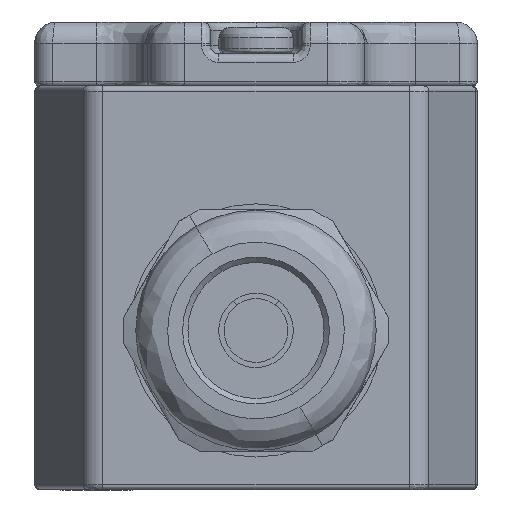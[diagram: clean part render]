
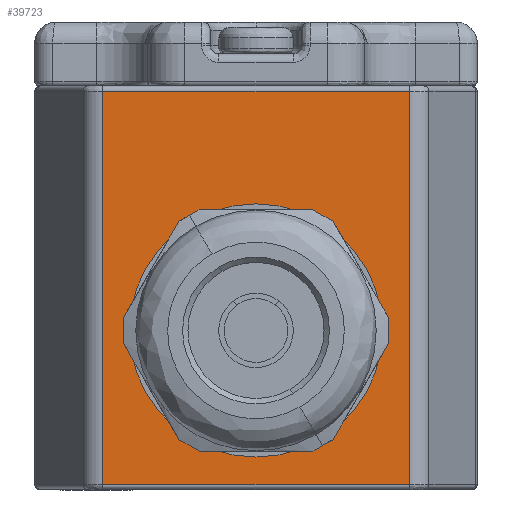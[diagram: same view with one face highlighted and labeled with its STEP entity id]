
A CAD part, front view. The second image highlights one B-rep face of the part: STEP entity #39723.
In plain terms, the highlighted planar face has unit normal (0, -1, 0).
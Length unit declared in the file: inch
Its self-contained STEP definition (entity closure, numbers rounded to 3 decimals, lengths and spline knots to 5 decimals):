
#697 = LINE ( 'NONE', #26543, #8139 ) ;
#3151 = DIRECTION ( 'NONE',  ( 0., -1., 0. ) ) ;
#4278 = FACE_OUTER_BOUND ( 'NONE', #4548, .T. ) ;
#4369 = VERTEX_POINT ( 'NONE', #15551 ) ;
#4548 = EDGE_LOOP ( 'NONE', ( #31615, #42534, #14412, #61008 ) ) ;
#8139 = VECTOR ( 'NONE', #65605, 39.37008 ) ;
#9837 = EDGE_LOOP ( 'NONE', ( #80375, #71404 ) ) ;
#10392 = DIRECTION ( 'NONE',  ( 0., 0., -1. ) ) ;
#10635 = DIRECTION ( 'NONE',  ( 0., 0., 1. ) ) ;
#12072 = VERTEX_POINT ( 'NONE', #50049 ) ;
#13318 = CIRCLE ( 'NONE', #60760, 0.4252 ) ;
#13892 = VERTEX_POINT ( 'NONE', #63249 ) ;
#14412 = ORIENTED_EDGE ( 'NONE', *, *, #59215, .F. ) ;
#15551 = CARTESIAN_POINT ( 'NONE',  ( 0.56697, -3.22835, 0.01969 ) ) ;
#16730 = CARTESIAN_POINT ( 'NONE',  ( 0.56697, -3.22835, 1.49606 ) ) ;
#19056 = CARTESIAN_POINT ( 'NONE',  ( 0., -3.22835, 1.01575 ) ) ;
#22181 = AXIS2_PLACEMENT_3D ( 'NONE', #56030, #49242, #10635 ) ;
#24988 = DIRECTION ( 'NONE',  ( 0., 0., -1. ) ) ;
#26543 = CARTESIAN_POINT ( 'NONE',  ( -0.8189, -3.22835, 0.01969 ) ) ;
#28982 = DIRECTION ( 'NONE',  ( 0., 0., -1. ) ) ;
#29665 = DIRECTION ( 'NONE',  ( 0., -1., 0. ) ) ;
#31615 = ORIENTED_EDGE ( 'NONE', *, *, #48424, .F. ) ;
#36212 = AXIS2_PLACEMENT_3D ( 'NONE', #61273, #3151, #28982 ) ;
#36593 = VERTEX_POINT ( 'NONE', #66169 ) ;
#36620 = CARTESIAN_POINT ( 'NONE',  ( -0.8189, -3.22835, 1.47638 ) ) ;
#37199 = EDGE_CURVE ( 'NONE', #80905, #36593, #47573, .T. ) ;
#38247 = VECTOR ( 'NONE', #78615, 39.37008 ) ;
#39723 = ADVANCED_FACE ( 'NONE', ( #4278, #69613 ), #68777, .F. ) ;
#41028 = CARTESIAN_POINT ( 'NONE',  ( -0.56697, -3.22835, 0.01969 ) ) ;
#42534 = ORIENTED_EDGE ( 'NONE', *, *, #55421, .F. ) ;
#44403 = EDGE_CURVE ( 'NONE', #50527, #12072, #13318, .T. ) ;
#47573 = LINE ( 'NONE', #54369, #38247 ) ;
#48424 = EDGE_CURVE ( 'NONE', #4369, #80905, #697, .T. ) ;
#48453 = CIRCLE ( 'NONE', #36212, 0.4252 ) ;
#48944 = LINE ( 'NONE', #36620, #59479 ) ;
#49242 = DIRECTION ( 'NONE',  ( 0., 1., 0. ) ) ;
#50049 = CARTESIAN_POINT ( 'NONE',  ( 0., -3.22835, 0.16535 ) ) ;
#50527 = VERTEX_POINT ( 'NONE', #19056 ) ;
#51006 = VECTOR ( 'NONE', #10392, 39.37008 ) ;
#54369 = CARTESIAN_POINT ( 'NONE',  ( -0.56697, -3.22835, 1.49606 ) ) ;
#55421 = EDGE_CURVE ( 'NONE', #13892, #4369, #61306, .T. ) ;
#56030 = CARTESIAN_POINT ( 'NONE',  ( -0.8189, -3.22835, 1.49606 ) ) ;
#56148 = DIRECTION ( 'NONE',  ( 1., 0., 0. ) ) ;
#59215 = EDGE_CURVE ( 'NONE', #36593, #13892, #48944, .T. ) ;
#59479 = VECTOR ( 'NONE', #56148, 39.37008 ) ;
#60760 = AXIS2_PLACEMENT_3D ( 'NONE', #63239, #29665, #24988 ) ;
#61008 = ORIENTED_EDGE ( 'NONE', *, *, #37199, .F. ) ;
#61273 = CARTESIAN_POINT ( 'NONE',  ( 0., -3.22835, 0.59055 ) ) ;
#61306 = LINE ( 'NONE', #16730, #51006 ) ;
#63239 = CARTESIAN_POINT ( 'NONE',  ( 0., -3.22835, 0.59055 ) ) ;
#63249 = CARTESIAN_POINT ( 'NONE',  ( 0.56697, -3.22835, 1.47638 ) ) ;
#65605 = DIRECTION ( 'NONE',  ( -1., 0., 0. ) ) ;
#66169 = CARTESIAN_POINT ( 'NONE',  ( -0.56697, -3.22835, 1.47638 ) ) ;
#68777 = PLANE ( 'NONE',  #22181 ) ;
#69613 = FACE_BOUND ( 'NONE', #9837, .T. ) ;
#71404 = ORIENTED_EDGE ( 'NONE', *, *, #44403, .F. ) ;
#77970 = EDGE_CURVE ( 'NONE', #12072, #50527, #48453, .T. ) ;
#78615 = DIRECTION ( 'NONE',  ( 0., 0., 1. ) ) ;
#80375 = ORIENTED_EDGE ( 'NONE', *, *, #77970, .F. ) ;
#80905 = VERTEX_POINT ( 'NONE', #41028 ) ;
